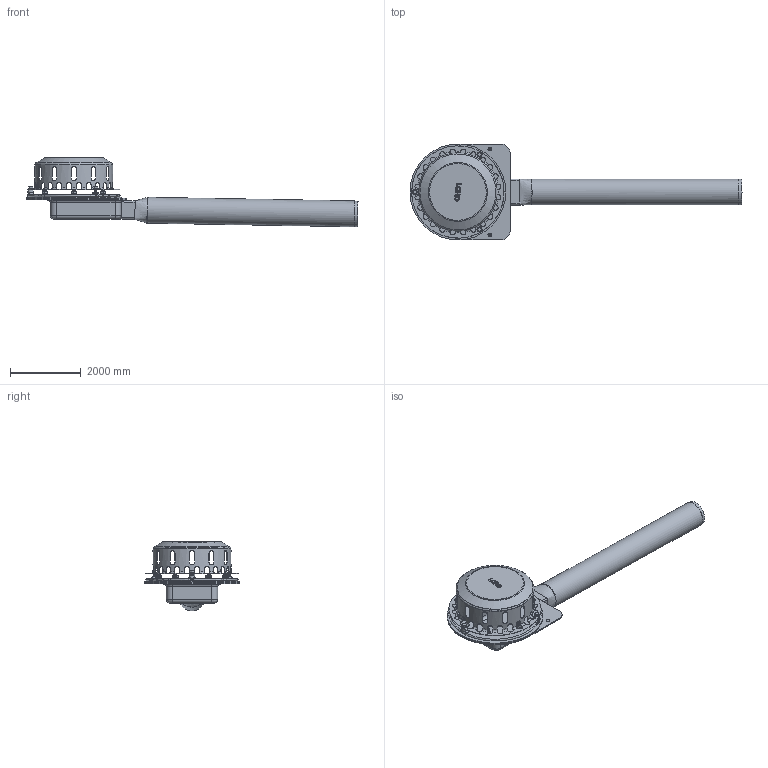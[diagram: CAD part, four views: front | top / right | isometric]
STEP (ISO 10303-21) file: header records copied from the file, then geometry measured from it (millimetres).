
FILE_DESCRIPTION(/* description */ (''),/* implementation_level */ '2;1');
FILE_NAME(/* name */ '01342.070X_3D.stp',/* time_stamp */ '2024-12-11T13:24:35+01:00',/* author */ ('CAD'),/* organization */ (''),/* preprocessor_version */ 'ST-DEVELOPER v20',/* originating_system */ 'AutoCAD Mechanical',/* authorisation */ '');
FILE_SCHEMA (('AUTOMOTIVE_DESIGN { 1 0 10303 214 3 1 1 }'));
Length unit declared in the file: centimetre
Products named in the file (2): Product; *S0
Assembly tree (1 placements, depth 2):
  Product
    *S0
Bounding box: 9356.32 x 2700 x 1960.65 mm (x, y, z)
Volume: 920442426.5 mm3; surface area: 92190327.5 mm2
Topology: 24 solids, 24 shells, 950 faces, 2425 edges, 1479 vertices
Faces by surface type: cone 339, plane 256, cylinder 220, torus 113, bspline 19, sphere 3
Full cylindrical faces by diameter (mm): 60 x3, 70 x12, 80 x21, 83.76 x6, 105 x2, 160 x12, 706 x1, 730 x1, 1220 x1, 1300 x1, 2180 x1, 2200 x1, 2600 x1, 2700 x1
Entity records: 37368 total; most frequent: CARTESIAN_POINT 14661, ORIENTED_EDGE 4788, DIRECTION 4681, EDGE_CURVE 2394, AXIS2_PLACEMENT_3D 1882, VERTEX_POINT 1479, EDGE_LOOP 1077, FACE_OUTER_BOUND 950
